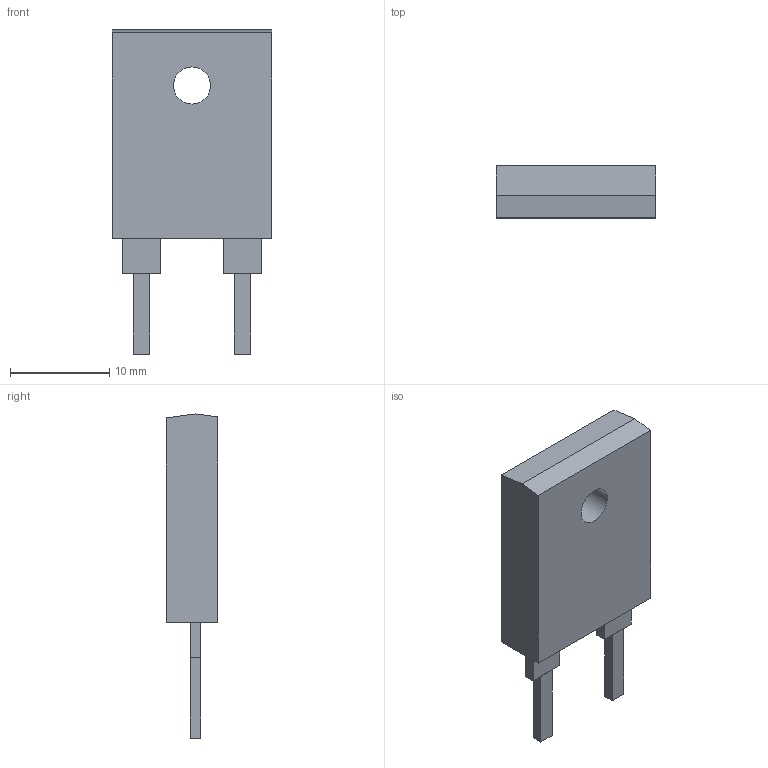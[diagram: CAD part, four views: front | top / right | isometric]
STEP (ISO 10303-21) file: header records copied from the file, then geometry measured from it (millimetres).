
FILE_DESCRIPTION(/* description */ (''),/* implementation_level */ '2;1');
FILE_NAME(/* name */ 'RES_ARCOL_AP101.stp',/* time_stamp */ '2017-09-13T10:12:03+02:00',/* author */ ('jchouvet'),/* organization */ (''),/* preprocessor_version */ 'ST-DEVELOPER v16.1',/* originating_system */ 'AutoCAD Mechanical',/* authorisation */ '');
FILE_SCHEMA (('AUTOMOTIVE_DESIGN { 1 0 10303 214 3 1 1 }'));
Length unit declared in the file: millimetre
Products named in the file (1): Product
Bounding box: 16 x 5.21 x 32.59 mm (x, y, z)
Volume: 1732.4 mm3; surface area: 1604.3 mm2
Topology: 6 solids, 6 shells, 43 faces, 90 edges, 60 vertices
Faces by surface type: plane 42, cylinder 1
Full cylindrical faces by diameter (mm): 3.73 x1
Entity records: 1159 total; most frequent: CARTESIAN_POINT 193, DIRECTION 179, ORIENTED_EDGE 178, EDGE_CURVE 89, LINE 87, VECTOR 87, VERTEX_POINT 60, EDGE_LOOP 47
